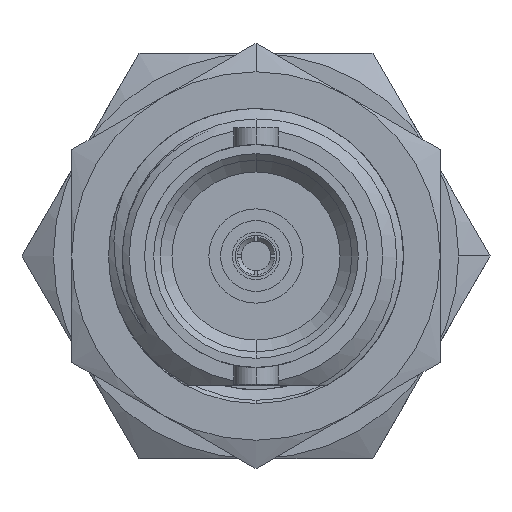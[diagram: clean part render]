
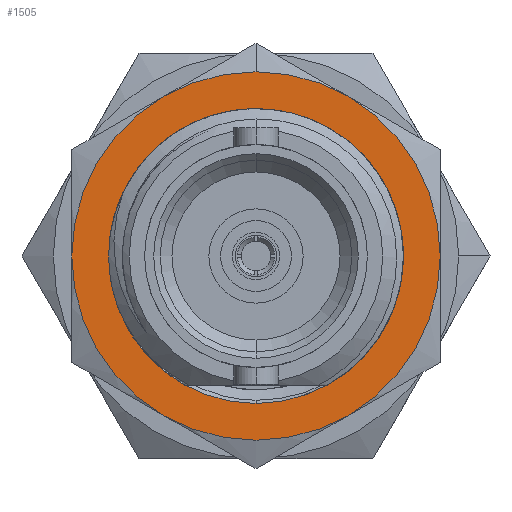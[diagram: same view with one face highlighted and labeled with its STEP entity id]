
A CAD part, left-side view. The second image highlights one B-rep face of the part: STEP entity #1505.
In plain terms, the highlighted planar face has unit normal (-1, 0, 0).
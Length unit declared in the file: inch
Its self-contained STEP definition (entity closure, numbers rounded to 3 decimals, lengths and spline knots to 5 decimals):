
#111 = CIRCLE ( 'NONE', #6981, 0.3125 ) ;
#170 = EDGE_CURVE ( 'NONE', #4150, #880, #14140, .T. ) ;
#185 = CARTESIAN_POINT ( 'NONE',  ( 0.573, 0., 0. ) ) ;
#409 = CARTESIAN_POINT ( 'NONE',  ( 0.573, 0., 0. ) ) ;
#674 = CIRCLE ( 'NONE', #8442, 0.3125 ) ;
#880 = VERTEX_POINT ( 'NONE', #4036 ) ;
#1152 = PLANE ( 'NONE',  #2046 ) ;
#1379 = CARTESIAN_POINT ( 'NONE',  ( 0.573, -0.3125, 0. ) ) ;
#1485 = EDGE_CURVE ( 'NONE', #9685, #10482, #5876, .T. ) ;
#1505 = ADVANCED_FACE ( 'NONE', ( #15650, #4621 ), #1152, .T. ) ;
#2046 = AXIS2_PLACEMENT_3D ( 'NONE', #9173, #18877, #20537 ) ;
#2128 = CIRCLE ( 'NONE', #2341, 0.3125 ) ;
#2290 = CIRCLE ( 'NONE', #10642, 0.3125 ) ;
#2341 = AXIS2_PLACEMENT_3D ( 'NONE', #9566, #8008, #6392 ) ;
#2529 = AXIS2_PLACEMENT_3D ( 'NONE', #18635, #17072, #4333 ) ;
#2686 = ORIENTED_EDGE ( 'NONE', *, *, #9015, .T. ) ;
#2862 = DIRECTION ( 'NONE',  ( 0., 0., 1. ) ) ;
#3576 = DIRECTION ( 'NONE',  ( 0., 0., 1. ) ) ;
#4036 = CARTESIAN_POINT ( 'NONE',  ( 0.573, 0.15625, -0.27063 ) ) ;
#4150 = VERTEX_POINT ( 'NONE', #15740 ) ;
#4264 = EDGE_CURVE ( 'NONE', #10482, #14430, #674, .T. ) ;
#4308 = CARTESIAN_POINT ( 'NONE',  ( 0.573, 0., 0. ) ) ;
#4333 = DIRECTION ( 'NONE',  ( 0., 0., 1. ) ) ;
#4621 = FACE_OUTER_BOUND ( 'NONE', #18861, .T. ) ;
#4703 = ORIENTED_EDGE ( 'NONE', *, *, #4264, .T. ) ;
#4781 = DIRECTION ( 'NONE',  ( 0., 0., 1. ) ) ;
#4913 = ORIENTED_EDGE ( 'NONE', *, *, #12296, .F. ) ;
#5876 = CIRCLE ( 'NONE', #12702, 0.3125 ) ;
#5921 = EDGE_CURVE ( 'NONE', #18941, #4150, #2128, .T. ) ;
#6010 = VERTEX_POINT ( 'NONE', #12500 ) ;
#6296 = CARTESIAN_POINT ( 'NONE',  ( 0.573, 0., 0. ) ) ;
#6392 = DIRECTION ( 'NONE',  ( 0., 0., 1. ) ) ;
#6572 = DIRECTION ( 'NONE',  ( -1., 0., 0. ) ) ;
#6981 = AXIS2_PLACEMENT_3D ( 'NONE', #18732, #9089, #20318 ) ;
#7003 = CIRCLE ( 'NONE', #18184, 0.25015 ) ;
#7409 = CARTESIAN_POINT ( 'NONE',  ( 0.573, 0., 0. ) ) ;
#7925 = ORIENTED_EDGE ( 'NONE', *, *, #1485, .T. ) ;
#8008 = DIRECTION ( 'NONE',  ( -1., 0., 0. ) ) ;
#8442 = AXIS2_PLACEMENT_3D ( 'NONE', #18858, #20452, #9217 ) ;
#8455 = EDGE_CURVE ( 'NONE', #6010, #9736, #7003, .T. ) ;
#8632 = CARTESIAN_POINT ( 'NONE',  ( 0.573, 0., 0.3125 ) ) ;
#9015 = EDGE_CURVE ( 'NONE', #14430, #19508, #111, .T. ) ;
#9089 = DIRECTION ( 'NONE',  ( -1., 0., 0. ) ) ;
#9173 = CARTESIAN_POINT ( 'NONE',  ( 0.573, 0., 0. ) ) ;
#9217 = DIRECTION ( 'NONE',  ( 0., 0., 1. ) ) ;
#9386 = DIRECTION ( 'NONE',  ( -1., 0., 0. ) ) ;
#9566 = CARTESIAN_POINT ( 'NONE',  ( 0.573, 0., 0. ) ) ;
#9685 = VERTEX_POINT ( 'NONE', #15222 ) ;
#9736 = VERTEX_POINT ( 'NONE', #12333 ) ;
#10105 = AXIS2_PLACEMENT_3D ( 'NONE', #4308, #12389, #2862 ) ;
#10482 = VERTEX_POINT ( 'NONE', #1379 ) ;
#10642 = AXIS2_PLACEMENT_3D ( 'NONE', #6296, #9386, #4781 ) ;
#10942 = CIRCLE ( 'NONE', #2529, 0.25015 ) ;
#12053 = EDGE_CURVE ( 'NONE', #19508, #18941, #2290, .T. ) ;
#12296 = EDGE_CURVE ( 'NONE', #9736, #6010, #10942, .T. ) ;
#12333 = CARTESIAN_POINT ( 'NONE',  ( 0.573, 0., -0.25015 ) ) ;
#12389 = DIRECTION ( 'NONE',  ( -1., 0., 0. ) ) ;
#12500 = CARTESIAN_POINT ( 'NONE',  ( 0.573, 0., 0.25015 ) ) ;
#12702 = AXIS2_PLACEMENT_3D ( 'NONE', #7409, #13925, #17118 ) ;
#12828 = AXIS2_PLACEMENT_3D ( 'NONE', #409, #18061, #3576 ) ;
#13249 = ORIENTED_EDGE ( 'NONE', *, *, #12053, .T. ) ;
#13436 = EDGE_CURVE ( 'NONE', #880, #9685, #13445, .T. ) ;
#13445 = CIRCLE ( 'NONE', #10105, 0.3125 ) ;
#13547 = ORIENTED_EDGE ( 'NONE', *, *, #13436, .T. ) ;
#13908 = CARTESIAN_POINT ( 'NONE',  ( 0.573, -0.15625, 0.27063 ) ) ;
#13925 = DIRECTION ( 'NONE',  ( -1., 0., 0. ) ) ;
#14140 = CIRCLE ( 'NONE', #12828, 0.3125 ) ;
#14224 = ORIENTED_EDGE ( 'NONE', *, *, #170, .T. ) ;
#14430 = VERTEX_POINT ( 'NONE', #13908 ) ;
#15222 = CARTESIAN_POINT ( 'NONE',  ( 0.573, -0.15625, -0.27063 ) ) ;
#15650 = FACE_BOUND ( 'NONE', #19451, .T. ) ;
#15740 = CARTESIAN_POINT ( 'NONE',  ( 0.573, 0.3125, 0. ) ) ;
#16537 = ORIENTED_EDGE ( 'NONE', *, *, #5921, .T. ) ;
#16885 = ORIENTED_EDGE ( 'NONE', *, *, #8455, .F. ) ;
#17072 = DIRECTION ( 'NONE',  ( -1., 0., 0. ) ) ;
#17114 = CARTESIAN_POINT ( 'NONE',  ( 0.573, 0.15625, 0.27063 ) ) ;
#17118 = DIRECTION ( 'NONE',  ( 0., 0., 1. ) ) ;
#17828 = DIRECTION ( 'NONE',  ( 0., 0., 1. ) ) ;
#18061 = DIRECTION ( 'NONE',  ( -1., 0., 0. ) ) ;
#18184 = AXIS2_PLACEMENT_3D ( 'NONE', #185, #6572, #17828 ) ;
#18635 = CARTESIAN_POINT ( 'NONE',  ( 0.573, 0., 0. ) ) ;
#18732 = CARTESIAN_POINT ( 'NONE',  ( 0.573, 0., 0. ) ) ;
#18858 = CARTESIAN_POINT ( 'NONE',  ( 0.573, 0., 0. ) ) ;
#18861 = EDGE_LOOP ( 'NONE', ( #2686, #13249, #16537, #14224, #13547, #7925, #4703 ) ) ;
#18877 = DIRECTION ( 'NONE',  ( -1., 0., 0. ) ) ;
#18941 = VERTEX_POINT ( 'NONE', #17114 ) ;
#19451 = EDGE_LOOP ( 'NONE', ( #4913, #16885 ) ) ;
#19508 = VERTEX_POINT ( 'NONE', #8632 ) ;
#20318 = DIRECTION ( 'NONE',  ( 0., 0., 1. ) ) ;
#20452 = DIRECTION ( 'NONE',  ( -1., 0., 0. ) ) ;
#20537 = DIRECTION ( 'NONE',  ( 0., 0., 1. ) ) ;
